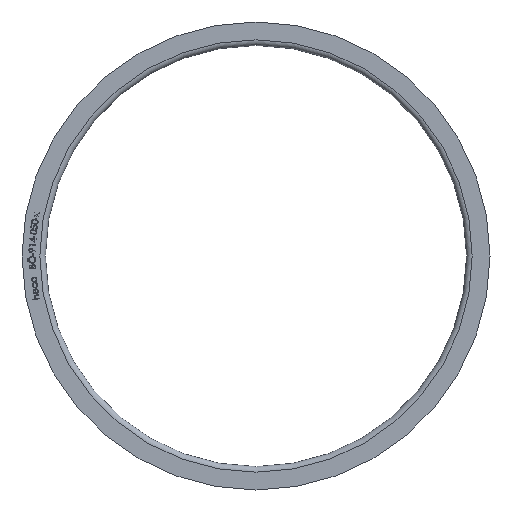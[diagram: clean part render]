
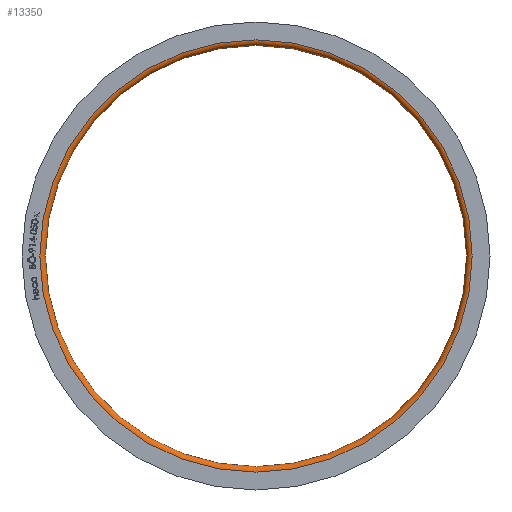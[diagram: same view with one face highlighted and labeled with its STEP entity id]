
A CAD part, left-side view. The second image highlights one B-rep face of the part: STEP entity #13350.
In plain terms, the highlighted toroidal (fillet/blend) face has major radius 464.2 mm and minor radius 12 mm.
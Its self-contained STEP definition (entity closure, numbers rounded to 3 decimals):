
#411 = EDGE_CURVE ( 'NONE', #13261, #13261, #12807, .T. ) ;
#1378 = ORIENTED_EDGE ( 'NONE', *, *, #411, .T. ) ;
#1903 = AXIS2_PLACEMENT_3D ( 'NONE', #2924, #8593, #14197 ) ;
#2219 = EDGE_LOOP ( 'NONE', ( #1378 ) ) ;
#2577 = CARTESIAN_POINT ( 'NONE',  ( 0., 0., 464.2 ) ) ;
#2629 = EDGE_LOOP ( 'NONE', ( #9505 ) ) ;
#2924 = CARTESIAN_POINT ( 'NONE',  ( 12., 0., 0. ) ) ;
#3387 = DIRECTION ( 'NONE',  ( 0., 0., 1. ) ) ;
#4128 = AXIS2_PLACEMENT_3D ( 'NONE', #9784, #6653, #3387 ) ;
#6263 = EDGE_CURVE ( 'NONE', #7879, #7879, #12950, .T. ) ;
#6653 = DIRECTION ( 'NONE',  ( -1., 0., 0. ) ) ;
#7547 = CARTESIAN_POINT ( 'NONE',  ( 0., 0., 0. ) ) ;
#7879 = VERTEX_POINT ( 'NONE', #9122 ) ;
#8405 = AXIS2_PLACEMENT_3D ( 'NONE', #7547, #11982, #8714 ) ;
#8593 = DIRECTION ( 'NONE',  ( -1., 0., 0. ) ) ;
#8714 = DIRECTION ( 'NONE',  ( 0., 0., 1. ) ) ;
#9122 = CARTESIAN_POINT ( 'NONE',  ( 12., 0., 452.2 ) ) ;
#9505 = ORIENTED_EDGE ( 'NONE', *, *, #6263, .F. ) ;
#9613 = FACE_OUTER_BOUND ( 'NONE', #2629, .T. ) ;
#9753 = FACE_OUTER_BOUND ( 'NONE', #2219, .T. ) ;
#9784 = CARTESIAN_POINT ( 'NONE',  ( 12., 0., 0. ) ) ;
#11982 = DIRECTION ( 'NONE',  ( -1., 0., 0. ) ) ;
#12807 = CIRCLE ( 'NONE', #8405, 464.2 ) ;
#12950 = CIRCLE ( 'NONE', #4128, 452.2 ) ;
#13261 = VERTEX_POINT ( 'NONE', #2577 ) ;
#13278 = TOROIDAL_SURFACE ( 'NONE', #1903, 464.2, 12. ) ;
#13350 = ADVANCED_FACE ( 'NONE', ( #9613, #9753 ), #13278, .T. ) ;
#14197 = DIRECTION ( 'NONE',  ( 0., 0., 1. ) ) ;
